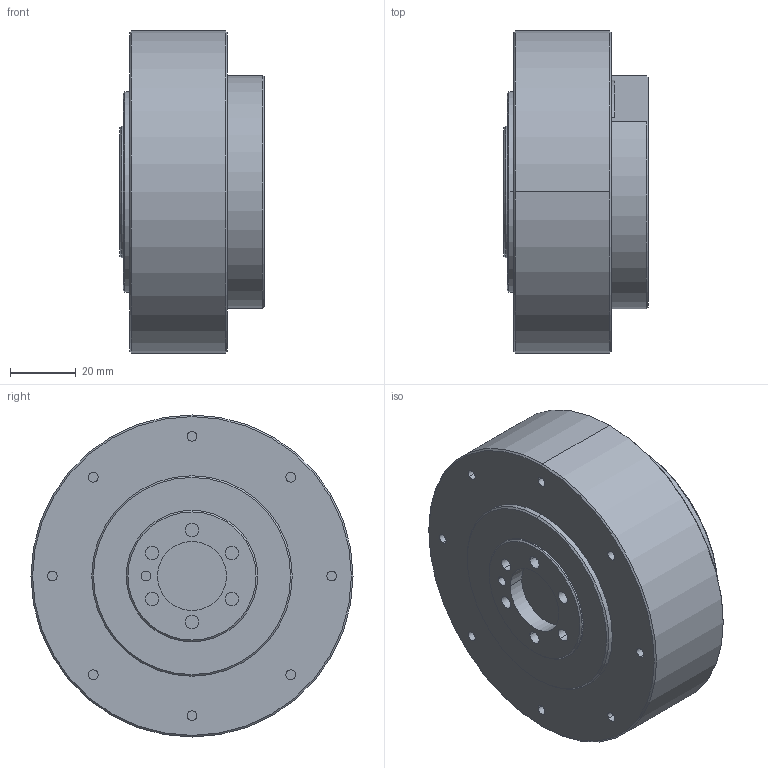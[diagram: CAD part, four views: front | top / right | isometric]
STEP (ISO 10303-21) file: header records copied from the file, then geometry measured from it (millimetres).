
FILE_DESCRIPTION((''),'2;1');
FILE_NAME('AK80-8','2021-10-27T',('Administrator'),(''),'PRO/ENGINEER BY PARAMETRIC TECHNOLOGY CORPORATION, 2013040','PRO/ENGINEER BY PARAMETRIC TECHNOLOGY CORPORATION, 2013040','');
FILE_SCHEMA(('CONFIG_CONTROL_DESIGN'));
Length unit declared in the file: millimetre
Products named in the file (1): AK80-8
Bounding box: 43.9 x 98 x 98 mm (x, y, z)
Volume: 271532.1 mm3; surface area: 28343.7 mm2
Topology: 1 solids, 1 shells, 98 faces, 199 edges, 130 vertices
Faces by surface type: cylinder 57, plane 32, cone 9
Entity records: 2664 total; most frequent: DIRECTION 516, CARTESIAN_POINT 435, ORIENTED_EDGE 398, AXIS2_PLACEMENT_3D 221, EDGE_CURVE 199, VERTEX_POINT 130, EDGE_LOOP 125, CIRCLE 123
